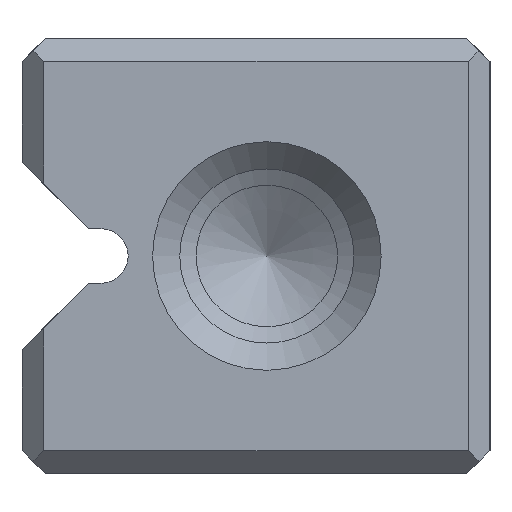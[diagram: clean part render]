
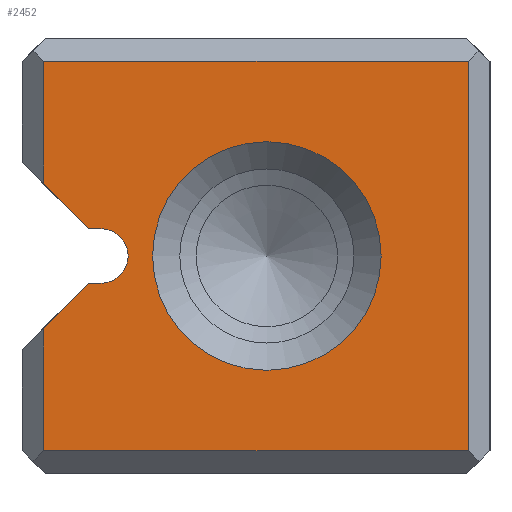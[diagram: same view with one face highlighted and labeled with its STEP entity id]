
A CAD part, left-side view. The second image highlights one B-rep face of the part: STEP entity #2452.
In plain terms, the highlighted planar face has unit normal (-1, 0, 0).
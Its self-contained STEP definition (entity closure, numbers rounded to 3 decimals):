
#2452=ADVANCED_FACE('',(#3313,#3314),#2817,.T.);
#2817=PLANE('',#8580);
#3054=CIRCLE('',#8578,2.1);
#3055=CIRCLE('',#8579,0.5);
#3313=FACE_BOUND('',#3469,.T.);
#3314=FACE_BOUND('',#3470,.T.);
#3469=EDGE_LOOP('',(#4151));
#3470=EDGE_LOOP('',(#4152,#4153,#4154,#4155,#4156,#4157,#4158,#4159,#4160,
#4161));
#4151=ORIENTED_EDGE('',*,*,#6583,.T.);
#4152=ORIENTED_EDGE('',*,*,#6584,.T.);
#4153=ORIENTED_EDGE('',*,*,#6585,.T.);
#4154=ORIENTED_EDGE('',*,*,#6586,.T.);
#4155=ORIENTED_EDGE('',*,*,#6587,.T.);
#4156=ORIENTED_EDGE('',*,*,#6588,.T.);
#4157=ORIENTED_EDGE('',*,*,#6589,.T.);
#4158=ORIENTED_EDGE('',*,*,#6590,.T.);
#4159=ORIENTED_EDGE('',*,*,#6591,.F.);
#4160=ORIENTED_EDGE('',*,*,#6592,.F.);
#4161=ORIENTED_EDGE('',*,*,#6593,.T.);
#5955=VERTEX_POINT('',#10983);
#5956=VERTEX_POINT('',#10985);
#5957=VERTEX_POINT('',#10986);
#5958=VERTEX_POINT('',#10988);
#5959=VERTEX_POINT('',#10990);
#5960=VERTEX_POINT('',#10992);
#5961=VERTEX_POINT('',#10994);
#5962=VERTEX_POINT('',#10996);
#5963=VERTEX_POINT('',#10998);
#5964=VERTEX_POINT('',#11000);
#5965=VERTEX_POINT('',#11002);
#6583=EDGE_CURVE('',#5955,#5955,#3054,.T.);
#6584=EDGE_CURVE('',#5956,#5957,#7405,.T.);
#6585=EDGE_CURVE('',#5957,#5958,#7406,.T.);
#6586=EDGE_CURVE('',#5958,#5959,#7407,.T.);
#6587=EDGE_CURVE('',#5959,#5960,#7408,.T.);
#6588=EDGE_CURVE('',#5960,#5961,#7409,.T.);
#6589=EDGE_CURVE('',#5961,#5962,#7410,.T.);
#6590=EDGE_CURVE('',#5962,#5963,#3055,.T.);
#6591=EDGE_CURVE('',#5964,#5963,#7411,.T.);
#6592=EDGE_CURVE('',#5965,#5964,#7412,.T.);
#6593=EDGE_CURVE('',#5965,#5956,#7413,.T.);
#7405=LINE('',#10984,#8071);
#7406=LINE('',#10987,#8072);
#7407=LINE('',#10989,#8073);
#7408=LINE('',#10991,#8074);
#7409=LINE('',#10993,#8075);
#7410=LINE('',#10995,#8076);
#7411=LINE('',#10999,#8077);
#7412=LINE('',#11001,#8078);
#7413=LINE('',#11003,#8079);
#8071=VECTOR('',#9099,1.);
#8072=VECTOR('',#9100,1.);
#8073=VECTOR('',#9101,1.);
#8074=VECTOR('',#9102,1.);
#8075=VECTOR('',#9103,1.);
#8076=VECTOR('',#9104,1.);
#8077=VECTOR('',#9107,1.);
#8078=VECTOR('',#9108,1.);
#8079=VECTOR('',#9109,1.);
#8578=AXIS2_PLACEMENT_3D('',#10982,#9097,#9098);
#8579=AXIS2_PLACEMENT_3D('',#10997,#9105,#9106);
#8580=AXIS2_PLACEMENT_3D('',#11004,#9110,#9111);
#9097=DIRECTION('',(1.,0.,0.));
#9098=DIRECTION('',(0.,0.,-1.));
#9099=DIRECTION('',(0.,-1.,0.));
#9100=DIRECTION('',(0.,0.,1.));
#9101=DIRECTION('',(0.,1.,0.));
#9102=DIRECTION('',(0.,0.,-1.));
#9103=DIRECTION('',(0.,-0.707,-0.707));
#9104=DIRECTION('',(0.,-1.,0.));
#9105=DIRECTION('',(1.,0.,0.));
#9106=DIRECTION('',(0.,0.,1.));
#9107=DIRECTION('',(0.,-1.,0.));
#9108=DIRECTION('',(0.,-0.707,0.707));
#9109=DIRECTION('',(0.,0.,-1.));
#9110=DIRECTION('',(-1.,0.,0.));
#9111=DIRECTION('',(0.,0.,-1.));
#10982=CARTESIAN_POINT('',(0.,4.1,4.));
#10983=CARTESIAN_POINT('',(0.,4.1,1.9));
#10984=CARTESIAN_POINT('',(0.,4.3,0.425));
#10985=CARTESIAN_POINT('',(0.,8.2,0.425));
#10986=CARTESIAN_POINT('',(0.,0.4,0.425));
#10987=CARTESIAN_POINT('',(0.,0.4,0.));
#10988=CARTESIAN_POINT('',(0.,0.4,7.575));
#10989=CARTESIAN_POINT('',(0.,4.3,7.575));
#10990=CARTESIAN_POINT('',(0.,8.2,7.575));
#10991=CARTESIAN_POINT('',(0.,8.2,0.));
#10992=CARTESIAN_POINT('',(0.,8.2,5.321));
#10993=CARTESIAN_POINT('',(0.,8.6,5.721));
#10994=CARTESIAN_POINT('',(0.,7.379,4.5));
#10995=CARTESIAN_POINT('',(0.,6.65,4.5));
#10996=CARTESIAN_POINT('',(0.,7.15,4.5));
#10997=CARTESIAN_POINT('',(0.,7.15,4.));
#10998=CARTESIAN_POINT('',(0.,7.15,3.5));
#10999=CARTESIAN_POINT('',(0.,6.65,3.5));
#11000=CARTESIAN_POINT('',(0.,7.379,3.5));
#11001=CARTESIAN_POINT('',(0.,8.6,2.279));
#11002=CARTESIAN_POINT('',(0.,8.2,2.679));
#11003=CARTESIAN_POINT('',(0.,8.2,0.));
#11004=CARTESIAN_POINT('',(0.,4.3,0.));
